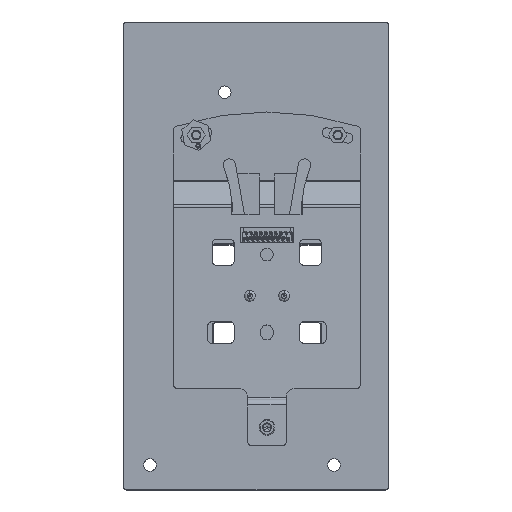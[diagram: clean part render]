
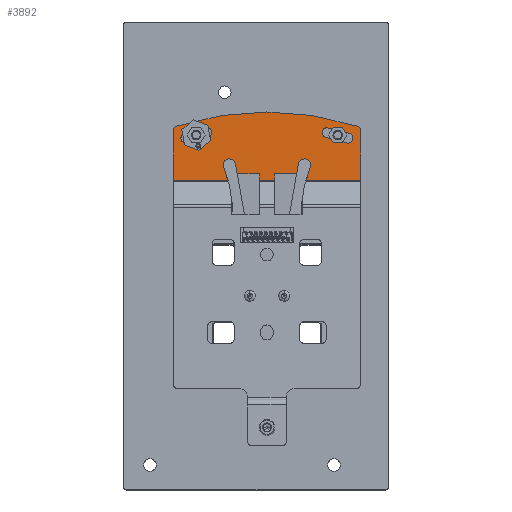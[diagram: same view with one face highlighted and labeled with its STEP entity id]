
A CAD part, top view. The second image highlights one B-rep face of the part: STEP entity #3892.
In plain terms, the highlighted face is planar.
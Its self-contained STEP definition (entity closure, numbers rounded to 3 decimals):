
#1563=CARTESIAN_POINT('',(57.,2.,174.));
#1564=DIRECTION('',(0.,1.,0.));
#1565=DIRECTION('',(0.308,0.,0.951));
#1566=AXIS2_PLACEMENT_3D('',#1563,#1564,#1565);
#1568=CARTESIAN_POINT('',(0.,2.,-2.));
#1569=DIRECTION('',(0.,1.,0.));
#1570=DIRECTION('',(-0.308,0.,0.951));
#1571=AXIS2_PLACEMENT_3D('',#1568,#1569,#1570);
#1573=CARTESIAN_POINT('',(-57.,2.,174.));
#1574=DIRECTION('',(0.,1.,0.));
#1575=DIRECTION('',(-1.,0.,0.));
#1576=AXIS2_PLACEMENT_3D('',#1573,#1574,#1575);
#1578=DIRECTION('',(0.,0.,1.));
#1579=VECTOR('',#1578,4.21);
#1580=CARTESIAN_POINT('',(-22.5,2.,142.147));
#1581=LINE('',#1580,#1579);
#1582=DIRECTION('',(-1.,0.,0.));
#1583=VECTOR('',#1582,17.5);
#1584=CARTESIAN_POINT('',(-5.,2.,146.357));
#1585=LINE('',#1584,#1583);
#1586=DIRECTION('',(0.,0.,1.));
#1587=VECTOR('',#1586,4.21);
#1588=CARTESIAN_POINT('',(-5.,2.,142.147));
#1589=LINE('',#1588,#1587);
#1590=DIRECTION('',(0.,0.,1.));
#1591=VECTOR('',#1590,4.21);
#1592=CARTESIAN_POINT('',(5.,2.,142.147));
#1593=LINE('',#1592,#1591);
#1594=DIRECTION('',(-1.,0.,0.));
#1595=VECTOR('',#1594,17.5);
#1596=CARTESIAN_POINT('',(22.5,2.,146.357));
#1597=LINE('',#1596,#1595);
#1598=DIRECTION('',(0.,0.,1.));
#1599=VECTOR('',#1598,4.21);
#1600=CARTESIAN_POINT('',(22.5,2.,142.147));
#1601=LINE('',#1600,#1599);
#1602=CARTESIAN_POINT('',(0.,2.,-2.));
#1603=DIRECTION('',(0.,1.,0.));
#1604=DIRECTION('',(-0.291,0.,0.957));
#1605=AXIS2_PLACEMENT_3D('',#1602,#1603,#1604);
#1607=CARTESIAN_POINT('',(-52.057,2.,169.159));
#1608=DIRECTION('',(0.,1.,0.));
#1609=DIRECTION('',(0.291,0.,-0.957));
#1610=AXIS2_PLACEMENT_3D('',#1607,#1608,#1609);
#1612=CARTESIAN_POINT('',(0.,2.,-2.));
#1613=DIRECTION('',(0.,1.,0.));
#1614=DIRECTION('',(-0.291,0.,0.957));
#1615=AXIS2_PLACEMENT_3D('',#1612,#1613,#1614);
#1617=CARTESIAN_POINT('',(-38.418,2.,172.736));
#1618=DIRECTION('',(0.,1.,0.));
#1619=DIRECTION('',(-0.325,0.,0.946));
#1620=AXIS2_PLACEMENT_3D('',#1617,#1618,#1619);
#1622=DIRECTION('',(-0.25,0.,-0.968));
#1623=VECTOR('',#1622,4.952);
#1624=CARTESIAN_POINT('',(43.109,2.,168.433));
#1625=LINE('',#1624,#1623);
#1626=CARTESIAN_POINT('',(0.,2.,-2.));
#1627=DIRECTION('',(0.,1.,0.));
#1628=DIRECTION('',(0.215,0.,0.977));
#1629=AXIS2_PLACEMENT_3D('',#1626,#1627,#1628);
#1631=CARTESIAN_POINT('',(38.418,2.,172.736));
#1632=DIRECTION('',(0.,1.,0.));
#1633=DIRECTION('',(-0.215,0.,-0.977));
#1634=AXIS2_PLACEMENT_3D('',#1631,#1632,#1633);
#1636=CARTESIAN_POINT('',(0.,2.,-2.));
#1637=DIRECTION('',(0.,1.,0.));
#1638=DIRECTION('',(0.217,0.,0.976));
#1639=AXIS2_PLACEMENT_3D('',#1636,#1637,#1638);
#1641=CARTESIAN_POINT('',(52.057,2.,169.159));
#1642=DIRECTION('',(0.,1.,0.));
#1643=DIRECTION('',(0.291,0.,0.957));
#1644=AXIS2_PLACEMENT_3D('',#1641,#1642,#1643);
#1646=CARTESIAN_POINT('',(0.,2.,-2.));
#1647=DIRECTION('',(0.,1.,0.));
#1648=DIRECTION('',(0.262,0.,0.965));
#1649=AXIS2_PLACEMENT_3D('',#1646,#1647,#1648);
#1651=DIRECTION('',(0.25,0.,0.968));
#1652=VECTOR('',#1651,4.939);
#1653=CARTESIAN_POINT('',(44.874,2.,162.864));
#1654=LINE('',#1653,#1652);
#1655=CARTESIAN_POINT('',(43.373,2.,163.251));
#1656=DIRECTION('',(0.,1.,0.));
#1657=DIRECTION('',(0.968,0.,-0.25));
#1658=AXIS2_PLACEMENT_3D('',#1655,#1656,#1657);
#1664=DIRECTION('',(0.,0.,-1.));
#1665=VECTOR('',#1664,31.853);
#1666=CARTESIAN_POINT('',(60.,2.,174.));
#1667=LINE('',#1666,#1665);
#1712=DIRECTION('',(-1.,0.,0.));
#1713=VECTOR('',#1712,10.);
#1714=CARTESIAN_POINT('',(5.,2.,142.147));
#1715=LINE('',#1714,#1713);
#1716=DIRECTION('',(-1.,0.,0.));
#1717=VECTOR('',#1716,37.5);
#1718=CARTESIAN_POINT('',(-22.5,2.,142.147));
#1719=LINE('',#1718,#1717);
#1720=DIRECTION('',(-1.,0.,0.));
#1721=VECTOR('',#1720,37.5);
#1722=CARTESIAN_POINT('',(60.,2.,142.147));
#1723=LINE('',#1722,#1721);
#2864=DIRECTION('',(0.,0.,-1.));
#2865=VECTOR('',#2864,31.853);
#2866=CARTESIAN_POINT('',(-60.,2.,174.));
#2867=LINE('',#2866,#2865);
#3557=CARTESIAN_POINT('',(-5.,2.,142.147));
#3558=CARTESIAN_POINT('',(-5.,2.,146.357));
#3559=VERTEX_POINT('',#3557);
#3560=VERTEX_POINT('',#3558);
#3561=CARTESIAN_POINT('',(-22.5,2.,146.357));
#3562=VERTEX_POINT('',#3561);
#3563=CARTESIAN_POINT('',(-22.5,2.,142.147));
#3564=VERTEX_POINT('',#3563);
#3565=CARTESIAN_POINT('',(22.5,2.,142.147));
#3566=CARTESIAN_POINT('',(22.5,2.,146.357));
#3567=VERTEX_POINT('',#3565);
#3568=VERTEX_POINT('',#3566);
#3569=CARTESIAN_POINT('',(5.,2.,146.357));
#3570=VERTEX_POINT('',#3569);
#3571=CARTESIAN_POINT('',(5.,2.,142.147));
#3572=VERTEX_POINT('',#3571);
#3653=CARTESIAN_POINT('',(-51.155,2.,166.193));
#3654=CARTESIAN_POINT('',(-37.75,2.,169.699));
#3655=VERTEX_POINT('',#3653);
#3656=VERTEX_POINT('',#3654);
#3661=CARTESIAN_POINT('',(-52.959,2.,172.125));
#3662=VERTEX_POINT('',#3661);
#3663=CARTESIAN_POINT('',(-39.429,2.,175.678));
#3664=VERTEX_POINT('',#3663);
#3665=CARTESIAN_POINT('',(37.75,2.,169.699));
#3666=CARTESIAN_POINT('',(39.429,2.,175.678));
#3667=VERTEX_POINT('',#3665);
#3668=VERTEX_POINT('',#3666);
#3669=CARTESIAN_POINT('',(52.959,2.,172.125));
#3670=CARTESIAN_POINT('',(51.155,2.,166.193));
#3671=VERTEX_POINT('',#3669);
#3672=VERTEX_POINT('',#3670);
#3685=CARTESIAN_POINT('',(43.109,2.,168.433));
#3686=CARTESIAN_POINT('',(41.872,2.,163.638));
#3687=VERTEX_POINT('',#3685);
#3688=VERTEX_POINT('',#3686);
#3689=CARTESIAN_POINT('',(44.874,2.,162.864));
#3690=VERTEX_POINT('',#3689);
#3691=CARTESIAN_POINT('',(46.107,2.,167.646));
#3692=VERTEX_POINT('',#3691);
#3773=CARTESIAN_POINT('',(-60.,2.,142.147));
#3774=VERTEX_POINT('',#3773);
#3775=CARTESIAN_POINT('',(60.,2.,142.147));
#3776=VERTEX_POINT('',#3775);
#3781=CARTESIAN_POINT('',(57.924,2.,176.854));
#3782=CARTESIAN_POINT('',(60.,2.,174.));
#3783=VERTEX_POINT('',#3781);
#3784=VERTEX_POINT('',#3782);
#3789=CARTESIAN_POINT('',(-60.,2.,174.));
#3790=CARTESIAN_POINT('',(-57.924,2.,176.854));
#3791=VERTEX_POINT('',#3789);
#3792=VERTEX_POINT('',#3790);
#3829=CARTESIAN_POINT('',(60.,2.,201.9));
#3830=DIRECTION('',(0.,-1.,0.));
#3831=DIRECTION('',(0.,0.,-1.));
#3832=AXIS2_PLACEMENT_3D('',#3829,#3830,#3831);
#3833=PLANE('',#3832);
#3835=ORIENTED_EDGE('',*,*,#3834,.F.);
#3837=ORIENTED_EDGE('',*,*,#3836,.F.);
#3839=ORIENTED_EDGE('',*,*,#3838,.F.);
#3841=ORIENTED_EDGE('',*,*,#3840,.T.);
#3843=ORIENTED_EDGE('',*,*,#3842,.F.);
#3845=ORIENTED_EDGE('',*,*,#3844,.T.);
#3847=ORIENTED_EDGE('',*,*,#3846,.F.);
#3849=ORIENTED_EDGE('',*,*,#3848,.F.);
#3851=ORIENTED_EDGE('',*,*,#3850,.F.);
#3853=ORIENTED_EDGE('',*,*,#3852,.T.);
#3855=ORIENTED_EDGE('',*,*,#3854,.F.);
#3857=ORIENTED_EDGE('',*,*,#3856,.F.);
#3859=ORIENTED_EDGE('',*,*,#3858,.F.);
#3861=ORIENTED_EDGE('',*,*,#3860,.F.);
#3862=EDGE_LOOP('',(#3835,#3837,#3839,#3841,#3843,#3845,#3847,#3849,#3851,#3853,
#3855,#3857,#3859,#3861));
#3863=FACE_OUTER_BOUND('',#3862,.F.);
#3865=ORIENTED_EDGE('',*,*,#3864,.F.);
#3867=ORIENTED_EDGE('',*,*,#3866,.T.);
#3869=ORIENTED_EDGE('',*,*,#3868,.T.);
#3871=ORIENTED_EDGE('',*,*,#3870,.T.);
#3872=EDGE_LOOP('',(#3865,#3867,#3869,#3871));
#3873=FACE_BOUND('',#3872,.F.);
#3875=ORIENTED_EDGE('',*,*,#3874,.F.);
#3877=ORIENTED_EDGE('',*,*,#3876,.F.);
#3879=ORIENTED_EDGE('',*,*,#3878,.T.);
#3881=ORIENTED_EDGE('',*,*,#3880,.T.);
#3883=ORIENTED_EDGE('',*,*,#3882,.T.);
#3885=ORIENTED_EDGE('',*,*,#3884,.F.);
#3887=ORIENTED_EDGE('',*,*,#3886,.F.);
#3889=ORIENTED_EDGE('',*,*,#3888,.T.);
#3890=EDGE_LOOP('',(#3875,#3877,#3879,#3881,#3883,#3885,#3887,#3889));
#3891=FACE_BOUND('',#3890,.F.);
#3892=ADVANCED_FACE('',(#3863,#3873,#3891),#3833,.F.);
#1567=CIRCLE('',#1566,3.);
#1572=CIRCLE('',#1571,188.);
#1577=CIRCLE('',#1576,3.);
#1606=CIRCLE('',#1605,175.8);
#1611=CIRCLE('',#1610,3.1);
#1616=CIRCLE('',#1615,182.);
#1621=CIRCLE('',#1620,3.11);
#1630=CIRCLE('',#1629,175.8);
#1635=CIRCLE('',#1634,3.11);
#1640=CIRCLE('',#1639,182.);
#1645=CIRCLE('',#1644,3.1);
#1650=CIRCLE('',#1649,175.8);
#1659=CIRCLE('',#1658,1.55);
#3834=EDGE_CURVE('',#3783,#3784,#1567,.T.);
#3836=EDGE_CURVE('',#3792,#3783,#1572,.T.);
#3838=EDGE_CURVE('',#3791,#3792,#1577,.T.);
#3840=EDGE_CURVE('',#3791,#3774,#2867,.T.);
#3842=EDGE_CURVE('',#3564,#3774,#1719,.T.);
#3844=EDGE_CURVE('',#3564,#3562,#1581,.T.);
#3846=EDGE_CURVE('',#3560,#3562,#1585,.T.);
#3848=EDGE_CURVE('',#3559,#3560,#1589,.T.);
#3850=EDGE_CURVE('',#3572,#3559,#1715,.T.);
#3852=EDGE_CURVE('',#3572,#3570,#1593,.T.);
#3854=EDGE_CURVE('',#3568,#3570,#1597,.T.);
#3856=EDGE_CURVE('',#3567,#3568,#1601,.T.);
#3858=EDGE_CURVE('',#3776,#3567,#1723,.T.);
#3860=EDGE_CURVE('',#3784,#3776,#1667,.T.);
#3864=EDGE_CURVE('',#3655,#3656,#1606,.T.);
#3866=EDGE_CURVE('',#3655,#3662,#1611,.T.);
#3868=EDGE_CURVE('',#3662,#3664,#1616,.T.);
#3870=EDGE_CURVE('',#3664,#3656,#1621,.T.);
#3874=EDGE_CURVE('',#3687,#3688,#1625,.T.);
#3876=EDGE_CURVE('',#3667,#3687,#1630,.T.);
#3878=EDGE_CURVE('',#3667,#3668,#1635,.T.);
#3880=EDGE_CURVE('',#3668,#3671,#1640,.T.);
#3882=EDGE_CURVE('',#3671,#3672,#1645,.T.);
#3884=EDGE_CURVE('',#3692,#3672,#1650,.T.);
#3886=EDGE_CURVE('',#3690,#3692,#1654,.T.);
#3888=EDGE_CURVE('',#3690,#3688,#1659,.T.);
